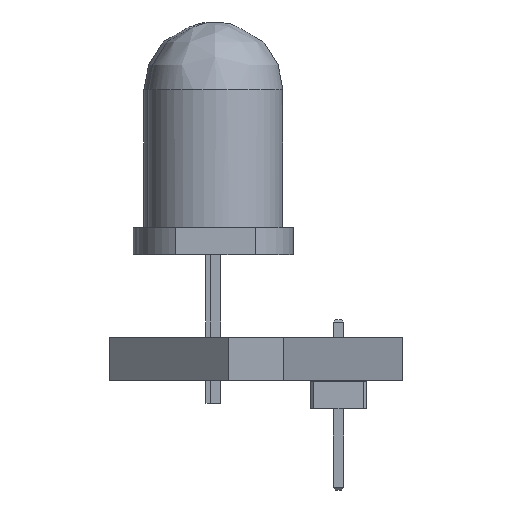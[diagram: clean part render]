
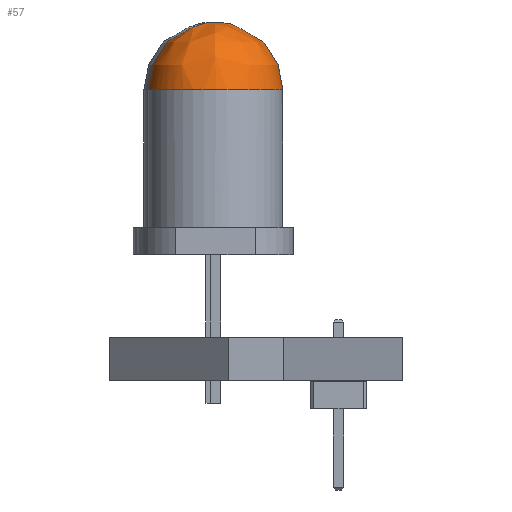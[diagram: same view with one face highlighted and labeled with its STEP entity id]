
A CAD part, left-side view. The second image highlights one B-rep face of the part: STEP entity #57.
In plain terms, the highlighted free-form (B-spline) face has degree [2, 2] with [7, 3] control points.
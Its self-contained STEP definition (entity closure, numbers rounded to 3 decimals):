
#57 = ADVANCED_FACE('',(#58),#72,.T.);
#58 = FACE_BOUND('',#59,.T.);
#59 = EDGE_LOOP('',(#60,#107,#108));
#60 = ORIENTED_EDGE('',*,*,#61,.T.);
#61 = EDGE_CURVE('',#62,#64,#66,.T.);
#62 = VERTEX_POINT('',#63);
#63 = CARTESIAN_POINT('',(4.405,0.,9.1));
#64 = VERTEX_POINT('',#65);
#65 = CARTESIAN_POINT('',(1.905,0.,11.6));
#66 = SEAM_CURVE('',#67,(#71,#100),.PCURVE_S1.);
#67 = ( BOUNDED_CURVE() B_SPLINE_CURVE(2,(#68,#69,#70),.UNSPECIFIED.,.F.
,.F.) B_SPLINE_CURVE_WITH_KNOTS((3,3),(0.,1.571),
.PIECEWISE_BEZIER_KNOTS.) CURVE() GEOMETRIC_REPRESENTATION_ITEM() 
RATIONAL_B_SPLINE_CURVE((1.,0.707,1.)) REPRESENTATION_ITEM('') 
  );
#68 = CARTESIAN_POINT('',(4.405,0.,9.1));
#69 = CARTESIAN_POINT('',(4.405,0.,11.6));
#70 = CARTESIAN_POINT('',(1.905,0.,11.6));
#71 = PCURVE('',#72,#94);
#72 = ( BOUNDED_SURFACE() B_SPLINE_SURFACE(2,2,(
    (#73,#74,#75)
    ,(#76,#77,#78)
    ,(#79,#80,#81)
    ,(#82,#83,#84)
    ,(#85,#86,#87)
    ,(#88,#89,#90)
    ,(#91,#92,#93
)),.UNSPECIFIED.,.T.,.F.,.F.) B_SPLINE_SURFACE_WITH_KNOTS((1,2,2,2,2,1),
  (3,3),(-2.094,0.,2.094,4.189,6.283,
    8.378),(0.,1.571),.UNSPECIFIED.) 
GEOMETRIC_REPRESENTATION_ITEM() RATIONAL_B_SPLINE_SURFACE((
    (1.,0.707,1.)
    ,(0.5,0.354,0.5)
    ,(1.,0.707,1.)
    ,(0.5,0.354,0.5)
    ,(1.,0.707,1.)
    ,(0.5,0.354,0.5)
,(1.,0.707,1.))) REPRESENTATION_ITEM('') SURFACE() );
#73 = CARTESIAN_POINT('',(4.405,0.,9.1));
#74 = CARTESIAN_POINT('',(4.405,0.,11.6));
#75 = CARTESIAN_POINT('',(1.905,0.,11.6));
#76 = CARTESIAN_POINT('',(4.405,4.33,9.1));
#77 = CARTESIAN_POINT('',(4.405,4.33,11.6));
#78 = CARTESIAN_POINT('',(1.905,0.,11.6));
#79 = CARTESIAN_POINT('',(0.655,2.165,9.1));
#80 = CARTESIAN_POINT('',(0.655,2.165,11.6));
#81 = CARTESIAN_POINT('',(1.905,0.,11.6));
#82 = CARTESIAN_POINT('',(-3.095,0.,9.1));
#83 = CARTESIAN_POINT('',(-3.095,0.,11.6));
#84 = CARTESIAN_POINT('',(1.905,0.,11.6));
#85 = CARTESIAN_POINT('',(0.655,-2.165,9.1));
#86 = CARTESIAN_POINT('',(0.655,-2.165,11.6));
#87 = CARTESIAN_POINT('',(1.905,0.,11.6));
#88 = CARTESIAN_POINT('',(4.405,-4.33,9.1));
#89 = CARTESIAN_POINT('',(4.405,-4.33,11.6));
#90 = CARTESIAN_POINT('',(1.905,0.,11.6));
#91 = CARTESIAN_POINT('',(4.405,0.,9.1));
#92 = CARTESIAN_POINT('',(4.405,0.,11.6));
#93 = CARTESIAN_POINT('',(1.905,0.,11.6));
#94 = DEFINITIONAL_REPRESENTATION('',(#95),#99);
#95 = B_SPLINE_CURVE_WITH_KNOTS('',2,(#96,#97,#98),.UNSPECIFIED.,.F.,.F.
  ,(3,3),(0.,1.571),.PIECEWISE_BEZIER_KNOTS.);
#96 = CARTESIAN_POINT('',(6.283,0.));
#97 = CARTESIAN_POINT('',(6.283,0.785));
#98 = CARTESIAN_POINT('',(6.283,1.571));
#99 = ( GEOMETRIC_REPRESENTATION_CONTEXT(2) 
PARAMETRIC_REPRESENTATION_CONTEXT() REPRESENTATION_CONTEXT('2D SPACE',''
  ) );
#100 = PCURVE('',#72,#101);
#101 = DEFINITIONAL_REPRESENTATION('',(#102),#106);
#102 = B_SPLINE_CURVE_WITH_KNOTS('',2,(#103,#104,#105),.UNSPECIFIED.,.F.
  ,.F.,(3,3),(0.,1.571),.PIECEWISE_BEZIER_KNOTS.);
#103 = CARTESIAN_POINT('',(0.,0.));
#104 = CARTESIAN_POINT('',(0.,0.785));
#105 = CARTESIAN_POINT('',(0.,1.571));
#106 = ( GEOMETRIC_REPRESENTATION_CONTEXT(2) 
PARAMETRIC_REPRESENTATION_CONTEXT() REPRESENTATION_CONTEXT('2D SPACE',''
  ) );
#107 = ORIENTED_EDGE('',*,*,#61,.F.);
#108 = ORIENTED_EDGE('',*,*,#109,.F.);
#109 = EDGE_CURVE('',#62,#62,#110,.T.);
#110 = SURFACE_CURVE('',#111,(#119,#130),.PCURVE_S1.);
#111 = ( BOUNDED_CURVE() B_SPLINE_CURVE(2,(#112,#113,#114,#115,#116,#117
,#118),.UNSPECIFIED.,.T.,.F.) B_SPLINE_CURVE_WITH_KNOTS((1,2,2,2,2,1),(
    -2.094,0.,2.094,4.189,6.283,
8.378),.UNSPECIFIED.) CURVE() GEOMETRIC_REPRESENTATION_ITEM() 
RATIONAL_B_SPLINE_CURVE((1.,0.5,1.,0.5,1.,0.5,1.)) REPRESENTATION_ITEM(
  '') );
#112 = CARTESIAN_POINT('',(4.405,0.,9.1));
#113 = CARTESIAN_POINT('',(4.405,-4.33,9.1));
#114 = CARTESIAN_POINT('',(0.655,-2.165,9.1));
#115 = CARTESIAN_POINT('',(-3.095,0.,9.1));
#116 = CARTESIAN_POINT('',(0.655,2.165,9.1));
#117 = CARTESIAN_POINT('',(4.405,4.33,9.1));
#118 = CARTESIAN_POINT('',(4.405,0.,9.1));
#119 = PCURVE('',#72,#120);
#120 = DEFINITIONAL_REPRESENTATION('',(#121),#129);
#121 = B_SPLINE_CURVE_WITH_KNOTS('',2,(#122,#123,#124,#125,#126,#127,
    #128),.UNSPECIFIED.,.F.,.F.,(3,2,2,3),(0.,2.094,
    4.189,6.283),.PIECEWISE_BEZIER_KNOTS.);
#122 = CARTESIAN_POINT('',(6.283,0.));
#123 = CARTESIAN_POINT('',(5.236,0.));
#124 = CARTESIAN_POINT('',(4.189,0.));
#125 = CARTESIAN_POINT('',(3.142,0.));
#126 = CARTESIAN_POINT('',(2.094,0.));
#127 = CARTESIAN_POINT('',(1.047,0.));
#128 = CARTESIAN_POINT('',(0.,0.));
#129 = ( GEOMETRIC_REPRESENTATION_CONTEXT(2) 
PARAMETRIC_REPRESENTATION_CONTEXT() REPRESENTATION_CONTEXT('2D SPACE',''
  ) );
#130 = PCURVE('',#131,#146);
#131 = ( BOUNDED_SURFACE() B_SPLINE_SURFACE(2,1,(
    (#132,#133)
    ,(#134,#135)
    ,(#136,#137)
    ,(#138,#139)
    ,(#140,#141)
    ,(#142,#143)
,(#144,#145
    )),.UNSPECIFIED.,.T.,.F.,.F.) B_SPLINE_SURFACE_WITH_KNOTS((1,2,2,2,2
    ,1),(2,2),(-2.094,0.,2.094,4.189,
    6.283,8.378),(0.,5.1),.UNSPECIFIED.) 
GEOMETRIC_REPRESENTATION_ITEM() RATIONAL_B_SPLINE_SURFACE((
    (1.,1.)
    ,(0.5,0.5)
    ,(1.,1.)
    ,(0.5,0.5)
    ,(1.,1.)
    ,(0.5,0.5)
,(1.,1.))) REPRESENTATION_ITEM('') SURFACE() );
#132 = CARTESIAN_POINT('',(4.405,0.,9.1));
#133 = CARTESIAN_POINT('',(4.405,0.,4.));
#134 = CARTESIAN_POINT('',(4.405,-4.33,9.1));
#135 = CARTESIAN_POINT('',(4.405,-4.33,4.));
#136 = CARTESIAN_POINT('',(0.655,-2.165,9.1));
#137 = CARTESIAN_POINT('',(0.655,-2.165,4.));
#138 = CARTESIAN_POINT('',(-3.095,0.,9.1));
#139 = CARTESIAN_POINT('',(-3.095,0.,4.));
#140 = CARTESIAN_POINT('',(0.655,2.165,9.1));
#141 = CARTESIAN_POINT('',(0.655,2.165,4.));
#142 = CARTESIAN_POINT('',(4.405,4.33,9.1));
#143 = CARTESIAN_POINT('',(4.405,4.33,4.));
#144 = CARTESIAN_POINT('',(4.405,0.,9.1));
#145 = CARTESIAN_POINT('',(4.405,0.,4.));
#146 = DEFINITIONAL_REPRESENTATION('',(#147),#155);
#147 = B_SPLINE_CURVE_WITH_KNOTS('',2,(#148,#149,#150,#151,#152,#153,
    #154),.UNSPECIFIED.,.F.,.F.,(3,2,2,3),(0.,2.094,
    4.189,6.283),.PIECEWISE_BEZIER_KNOTS.);
#148 = CARTESIAN_POINT('',(0.,0.));
#149 = CARTESIAN_POINT('',(1.047,0.));
#150 = CARTESIAN_POINT('',(2.094,0.));
#151 = CARTESIAN_POINT('',(3.142,0.));
#152 = CARTESIAN_POINT('',(4.189,0.));
#153 = CARTESIAN_POINT('',(5.236,0.));
#154 = CARTESIAN_POINT('',(6.283,0.));
#155 = ( GEOMETRIC_REPRESENTATION_CONTEXT(2) 
PARAMETRIC_REPRESENTATION_CONTEXT() REPRESENTATION_CONTEXT('2D SPACE',''
  ) );
